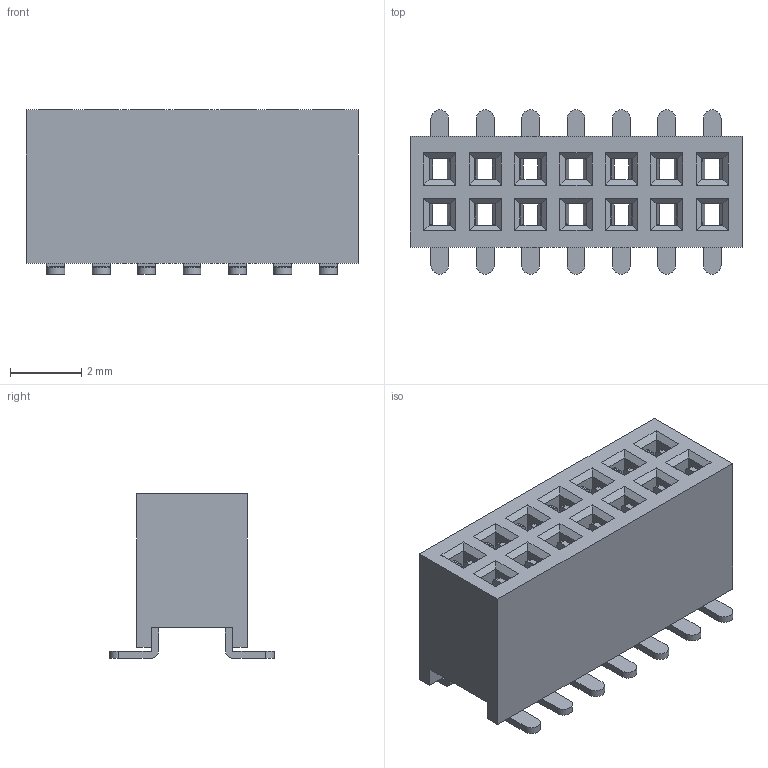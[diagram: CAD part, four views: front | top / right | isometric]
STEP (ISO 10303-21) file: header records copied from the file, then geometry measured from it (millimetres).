
FILE_DESCRIPTION(/* description */ ('Unknown'),/* implementation_level */ '2;1');
FILE_NAME(/* name */ 'J_Wurth_WR-PHD_62301421021',/* time_stamp */ '2025-04-30T11:00:53+08:00',/* author */ ('Unknown'),/* organization */ ('Unknown'),/* preprocessor_version */ 'ST-DEVELOPER v19.4',/* originating_system */ 'Solid Edge',/* authorisation */ 'Unknown');
FILE_SCHEMA (('AUTOMOTIVE_DESIGN {1 0 10303 214 3 1 1}'));
Length unit declared in the file: millimetre
Products named in the file (2): J_Wurth_WR-PHD_62301421021
Assembly tree (1 placements, depth 2):
  J_Wurth_WR-PHD_62301421021
    J_Wurth_WR-PHD_62301421021
Bounding box: 9.29 x 4.6 x 4.6 mm (x, y, z)
Volume: 81.8 mm3; surface area: 641.2 mm2
Topology: 15 solids, 15 shells, 990 faces, 2684 edges, 1724 vertices
Faces by surface type: plane 584, cylinder 406
Entity records: 31292 total; most frequent: CARTESIAN_POINT 5904, ORIENTED_EDGE 5368, DIRECTION 5228, EDGE_CURVE 2684, LINE 1788, VECTOR 1788, VERTEX_POINT 1724, AXIS2_PLACEMENT_3D 1720
